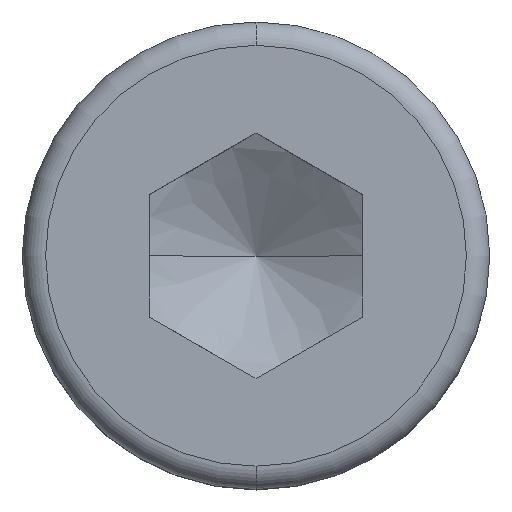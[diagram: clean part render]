
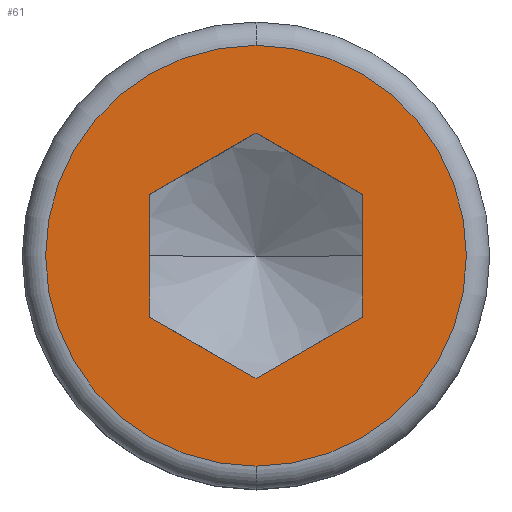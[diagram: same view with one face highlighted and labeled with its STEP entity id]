
A CAD part, top view. The second image highlights one B-rep face of the part: STEP entity #61.
In plain terms, the highlighted planar face has unit normal (0, 0, 1).
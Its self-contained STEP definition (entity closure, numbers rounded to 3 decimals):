
#61=ADVANCED_FACE('',(#96,#97),#98,.T.);
#96=FACE_BOUND('',#136,.T.);
#97=FACE_OUTER_BOUND('',#137,.T.);
#98=PLANE('',#138);
#136=EDGE_LOOP('',(#258,#259,#260,#261,#262,#263));
#137=EDGE_LOOP('',(#264,#265,#266));
#138=AXIS2_PLACEMENT_3D('',#267,#268,#269);
#258=ORIENTED_EDGE('',*,*,#321,.T.);
#259=ORIENTED_EDGE('',*,*,#331,.T.);
#260=ORIENTED_EDGE('',*,*,#329,.T.);
#261=ORIENTED_EDGE('',*,*,#327,.T.);
#262=ORIENTED_EDGE('',*,*,#325,.T.);
#263=ORIENTED_EDGE('',*,*,#323,.T.);
#264=ORIENTED_EDGE('',*,*,#300,.F.);
#265=ORIENTED_EDGE('',*,*,#299,.F.);
#266=ORIENTED_EDGE('',*,*,#335,.F.);
#267=CARTESIAN_POINT('',(-1.238,0.,3.0));
#268=DIRECTION('',(0.,0.,1.0));
#269=DIRECTION('',(1.0,0.,0.));
#299=EDGE_CURVE('',#348,#351,#352,.T.);
#300=EDGE_CURVE('',#351,#353,#354,.T.);
#321=EDGE_CURVE('',#391,#389,#392,.T.);
#323=EDGE_CURVE('',#394,#391,#395,.T.);
#325=EDGE_CURVE('',#397,#394,#398,.T.);
#327=EDGE_CURVE('',#400,#397,#401,.T.);
#329=EDGE_CURVE('',#403,#400,#404,.T.);
#331=EDGE_CURVE('',#389,#403,#406,.T.);
#335=EDGE_CURVE('',#353,#348,#410,.T.);
#348=VERTEX_POINT('',#425);
#351=VERTEX_POINT('',#428);
#352=CIRCLE('',#429,2.475);
#353=VERTEX_POINT('',#430);
#354=CIRCLE('',#431,2.475);
#389=VERTEX_POINT('',#544);
#391=VERTEX_POINT('',#547);
#392=LINE('',#548,#549);
#394=VERTEX_POINT('',#552);
#395=LINE('',#553,#554);
#397=VERTEX_POINT('',#557);
#398=LINE('',#558,#559);
#400=VERTEX_POINT('',#562);
#401=LINE('',#563,#564);
#403=VERTEX_POINT('',#567);
#404=LINE('',#568,#569);
#406=LINE('',#572,#573);
#410=CIRCLE('',#577,2.475);
#425=CARTESIAN_POINT('',(0.,-2.475,3.0));
#428=CARTESIAN_POINT('',(-2.475,0.,3.0));
#429=AXIS2_PLACEMENT_3D('',#594,#595,#596);
#430=CARTESIAN_POINT('',(0.,2.475,3.0));
#431=AXIS2_PLACEMENT_3D('',#597,#598,#599);
#544=CARTESIAN_POINT('',(0.,-1.443,3.0));
#547=CARTESIAN_POINT('',(1.25,-0.722,3.0));
#548=CARTESIAN_POINT('',(0.161,-1.35,3.0));
#549=VECTOR('',#622,1.0);
#552=CARTESIAN_POINT('',(1.25,0.722,3.0));
#553=CARTESIAN_POINT('',(1.25,0.,3.0));
#554=VECTOR('',#624,1.0);
#557=CARTESIAN_POINT('',(0.,1.443,3.0));
#558=CARTESIAN_POINT('',(0.161,1.35,3.0));
#559=VECTOR('',#626,1.);
#562=CARTESIAN_POINT('',(-1.25,0.722,3.0));
#563=CARTESIAN_POINT('',(-1.089,0.815,3.0));
#564=VECTOR('',#628,1.);
#567=CARTESIAN_POINT('',(-1.25,-0.722,3.0));
#568=CARTESIAN_POINT('',(-1.25,0.,3.0));
#569=VECTOR('',#630,1.0);
#572=CARTESIAN_POINT('',(-1.089,-0.815,3.0));
#573=VECTOR('',#632,1.0);
#577=AXIS2_PLACEMENT_3D('',#642,#643,#644);
#594=CARTESIAN_POINT('',(0.0,0.0,3.0));
#595=DIRECTION('',(0.,0.,-1.0));
#596=DIRECTION('',(-1.0,0.,0.));
#597=CARTESIAN_POINT('',(0.0,0.0,3.0));
#598=DIRECTION('',(0.,0.,-1.0));
#599=DIRECTION('',(-1.0,0.,0.));
#622=DIRECTION('',(-0.866,-0.5,0.));
#624=DIRECTION('',(0.,-1.0,0.));
#626=DIRECTION('',(0.866,-0.5,0.));
#628=DIRECTION('',(0.866,0.5,0.));
#630=DIRECTION('',(0.,1.0,0.));
#632=DIRECTION('',(-0.866,0.5,0.));
#642=CARTESIAN_POINT('',(0.0,0.0,3.0));
#643=DIRECTION('',(0.,0.,-1.0));
#644=DIRECTION('',(-1.0,0.,0.));
